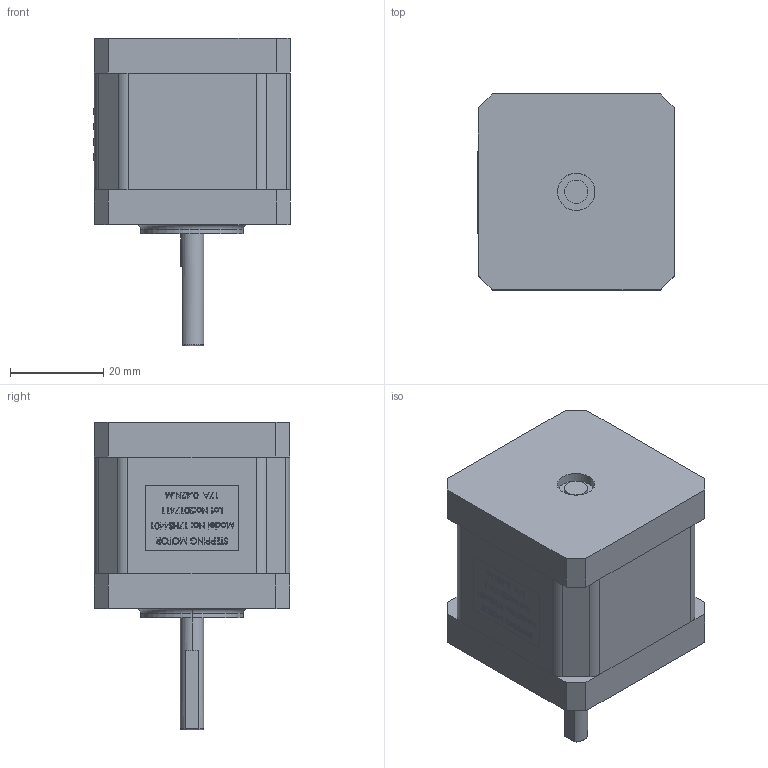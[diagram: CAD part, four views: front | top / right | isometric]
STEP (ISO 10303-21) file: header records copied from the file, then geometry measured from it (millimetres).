
FILE_DESCRIPTION (( 'STEP AP203' ), '1' );
FILE_NAME ('Nema 17.STEP', '2017-11-11T21:33:52', ( '' ), ( '' ), 'SwSTEP 2.0', 'SolidWorks 2016', '' );
FILE_SCHEMA (( 'CONFIG_CONTROL_DESIGN' ));
Length unit declared in the file: millimetre
Products named in the file (1): Nema 17
Bounding box: 42.1 x 42 x 66 mm (x, y, z)
Volume: 68619.9 mm3; surface area: 11722.2 mm2
Topology: 1 solids, 1 shells, 660 faces, 1709 edges, 1134 vertices
Faces by surface type: plane 436, bspline 194, cylinder 27, torus 3
Entity records: 30639 total; most frequent: CARTESIAN_POINT 15732, ORIENTED_EDGE 3418, DIRECTION 2288, EDGE_CURVE 1709, VECTOR 1236, LINE 1236, VERTEX_POINT 1134, EDGE_LOOP 743
